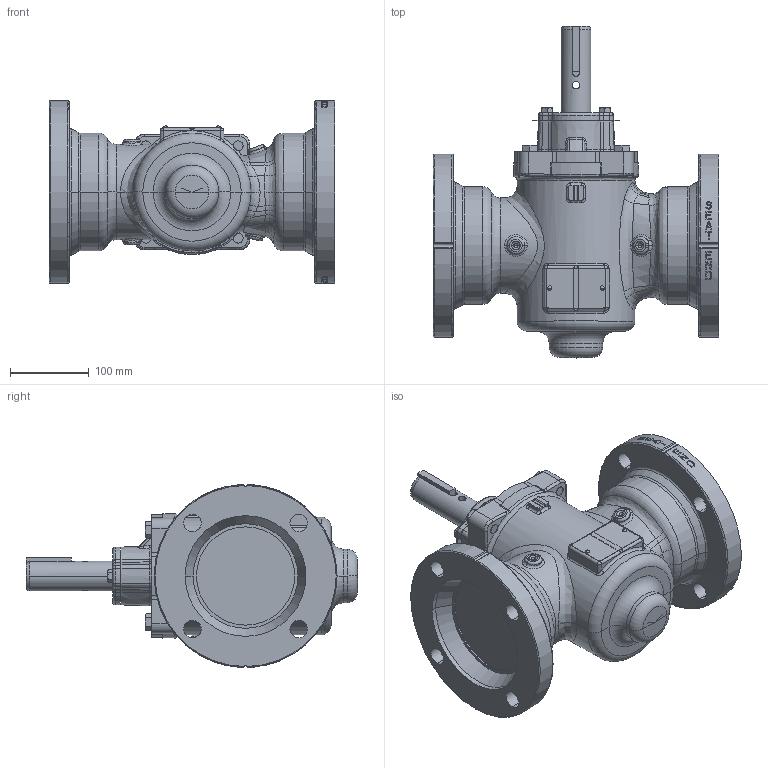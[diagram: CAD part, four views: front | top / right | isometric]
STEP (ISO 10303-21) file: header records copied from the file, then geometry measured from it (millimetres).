
FILE_DESCRIPTION((''),'2;1');
FILE_NAME('5704F_SW0001','2023-11-03T14:25:50',('jlesh'),(''),'CREO PARAMETRIC BY PTC INC, 2023072','CREO PARAMETRIC BY PTC INC, 2023072','');
FILE_SCHEMA(('AUTOMOTIVE_DESIGN { 1 0 10303 214 1 1 1 1 }'));
Length unit declared in the file: inch
Products named in the file (1): 5704F_SW0001
Bounding box: 361.95 x 420.68 x 231.66 mm (x, y, z)
Volume: 8504142.8 mm3; surface area: 447523.8 mm2
Topology: 1 solids, 1 shells, 1028 faces, 2625 edges, 1632 vertices
Faces by surface type: plane 491, cylinder 214, bspline 132, torus 101, cone 78, sphere 12
Entity records: 47495 total; most frequent: CARTESIAN_POINT 22204, ORIENTED_EDGE 5214, DIRECTION 4531, EDGE_CURVE 2607, AXIS2_PLACEMENT_3D 1761, VERTEX_POINT 1632, COLOUR_RGB 1329, EDGE_LOOP 1107
